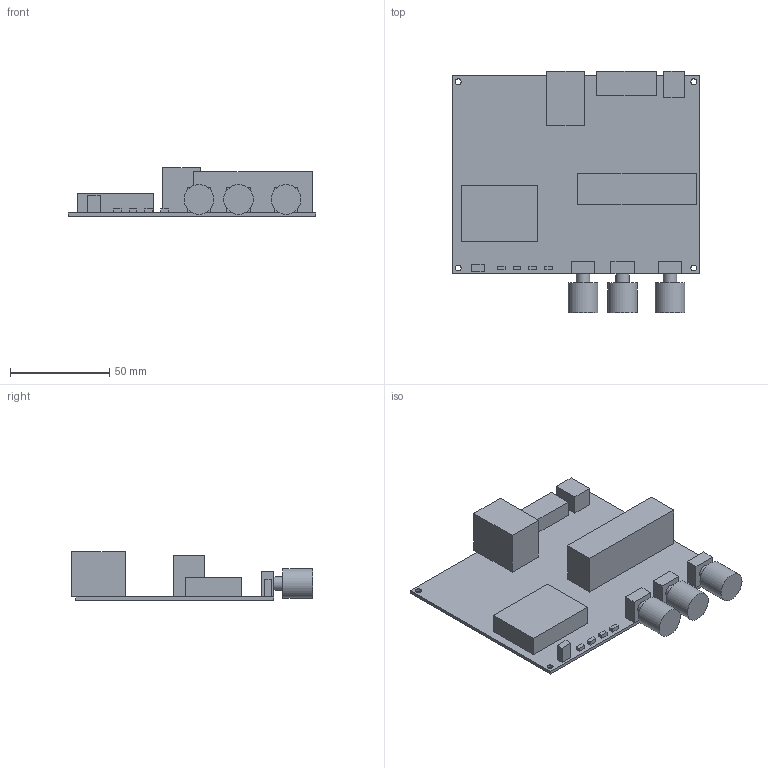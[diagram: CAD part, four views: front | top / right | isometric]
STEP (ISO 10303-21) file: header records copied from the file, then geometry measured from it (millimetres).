
FILE_DESCRIPTION(/* description */ (''),/* implementation_level */ '2;1');
FILE_NAME(/* name */ 'amp-pcb.step',/* time_stamp */ '2022-09-08T16:03:54-07:00',/* author */ (''),/* organization */ (''),/* preprocessor_version */ 'ST-DEVELOPER v19',/* originating_system */ 'Autodesk Translation Framework v11.7.0.108',/* authorisation */ '');
FILE_SCHEMA (('AUTOMOTIVE_DESIGN { 1 0 10303 214 3 1 1 }'));
Length unit declared in the file: millimetre
Products named in the file (3): amp-box; amp module; rotary-knob
Assembly tree (4 placements, depth 3):
  amp-box
    amp module
      rotary-knob  x3
Bounding box: 125 x 121.7 x 24.35 mm (x, y, z)
Volume: 78450.6 mm3; surface area: 45087.3 mm2
Topology: 14 solids, 14 shells, 100 faces, 198 edges, 132 vertices
Faces by surface type: plane 90, cylinder 10
Full cylindrical faces by diameter (mm): 3 x4, 6.8 x3, 15 x3
Entity records: 2161 total; most frequent: CARTESIAN_POINT 357, DIRECTION 348, ORIENTED_EDGE 324, EDGE_CURVE 162, LINE 150, VECTOR 150, VERTEX_POINT 108, AXIS2_PLACEMENT_3D 99
